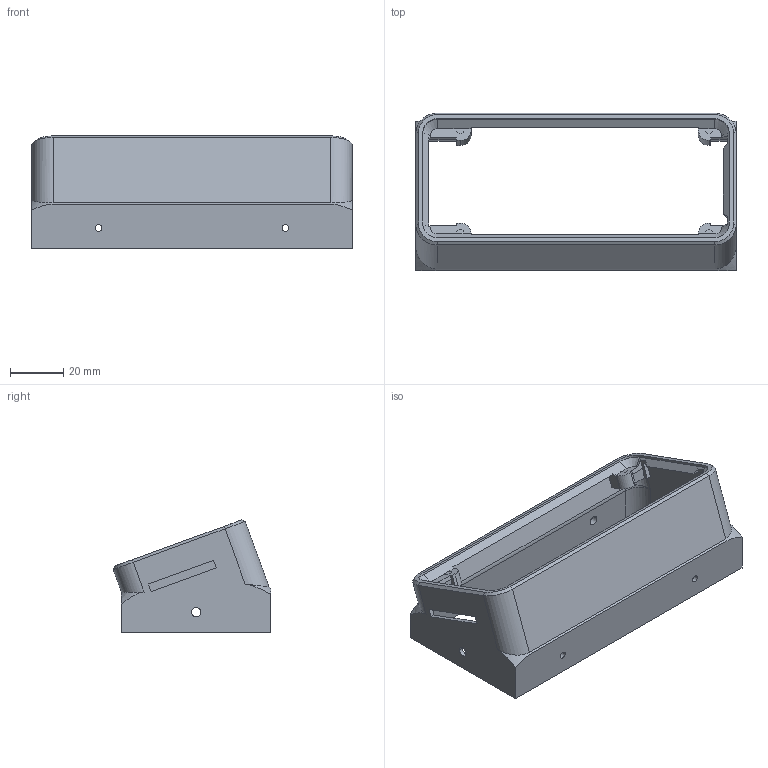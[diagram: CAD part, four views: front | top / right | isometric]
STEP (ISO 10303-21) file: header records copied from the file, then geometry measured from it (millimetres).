
FILE_DESCRIPTION((''),'2;1');
FILE_NAME('CASE','2021-01-21T20:19:31',('Markus'),(''),'CREO PARAMETRIC BY PTC INC, 2020053','CREO PARAMETRIC BY PTC INC, 2020053','');
FILE_SCHEMA(('CONFIG_CONTROL_DESIGN'));
Length unit declared in the file: millimetre
Products named in the file (1): CASE
Bounding box: 120 x 59.08 x 42.05 mm (x, y, z)
Volume: 24763.2 mm3; surface area: 26181.8 mm2
Topology: 1 solids, 1 shells, 143 faces, 385 edges, 240 vertices
Faces by surface type: plane 85, cylinder 38, bspline 8, cone 8, extrusion 4
Entity records: 5064 total; most frequent: CARTESIAN_POINT 1413, ORIENTED_EDGE 770, DIRECTION 715, EDGE_CURVE 385, VECTOR 281, LINE 277, VERTEX_POINT 240, AXIS2_PLACEMENT_3D 217
